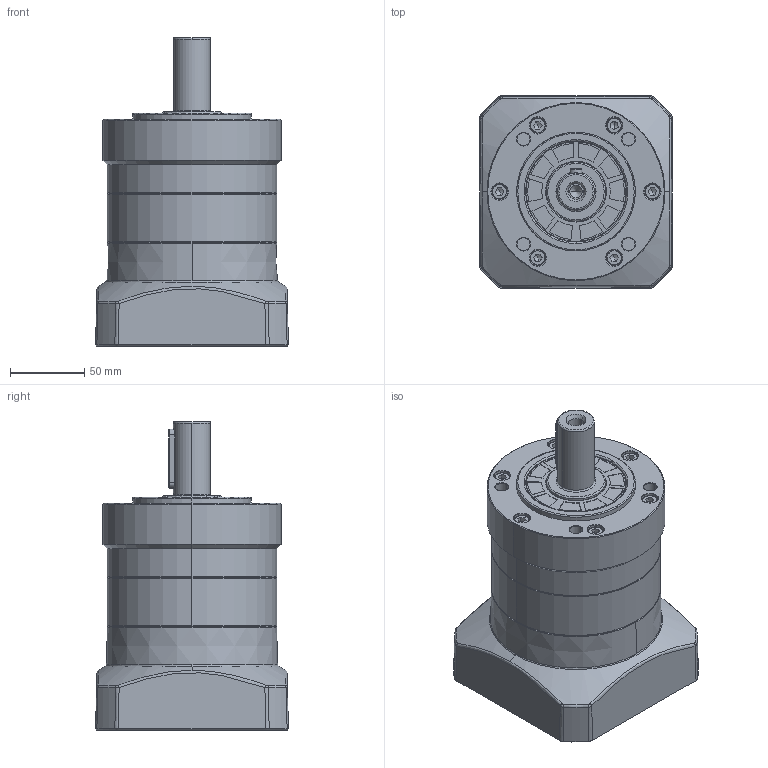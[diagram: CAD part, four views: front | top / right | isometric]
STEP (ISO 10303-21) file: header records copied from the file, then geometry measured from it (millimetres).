
FILE_DESCRIPTION (( 'STEP AP214' ), '1' );
FILE_NAME ('FE-120-L1-P2-¦µ24-¦µ110-¦µ145-M8-59.STEP', '2024-01-04T06:57:35', ( 'admin' ), ( '' ), 'SwSTEP 2.0', 'SolidWorks 2013', '' );
FILE_SCHEMA (( 'AUTOMOTIVE_DESIGN' ));
Length unit declared in the file: millimetre
Products named in the file (9): M6樓粟菜; A倰す瑩8X40; 怀堤俴陎殤FE120-C25; 怀堤傷褲极FE120; 内齿圈FE120-D108; FBK嘎殤蚐猾 KG40x68x5; FE-120-L1-P2-朴24-朴110-朴145-M8-59; 单边锁输入轴FE120-24（带螺丝）; 镂空输入法兰FE120-110X70XM8（新）
Assembly tree (19 placements, depth 2):
  FE-120-L1-P2-朴24-朴110-朴145-M8-59
    FBK嘎殤蚐猾 KG40x68x5
    内齿圈FE120-D108
    怀堤傷褲极FE120
    怀堤俴陎殤FE120-C25
    A倰す瑩8X40
    M6樓粟菜  x12
    镂空输入法兰FE120-110X70XM8（新）
    单边锁输入轴FE120-24（带螺丝）
Bounding box: 129.95 x 129.95 x 208 mm (x, y, z)
Volume: 1429892 mm3; surface area: 247208.5 mm2
Topology: 8 solids, 33 shells, 1260 faces, 3003 edges, 1826 vertices
Faces by surface type: bspline 449, plane 326, cylinder 248, cone 210, torus 27
Entity records: 45414 total; most frequent: CARTESIAN_POINT 25220, ORIENTED_EDGE 4637, DIRECTION 3427, EDGE_CURVE 2322, AXIS2_PLACEMENT_3D 1433, VERTEX_POINT 1397, EDGE_LOOP 1080, ADVANCED_FACE 996
